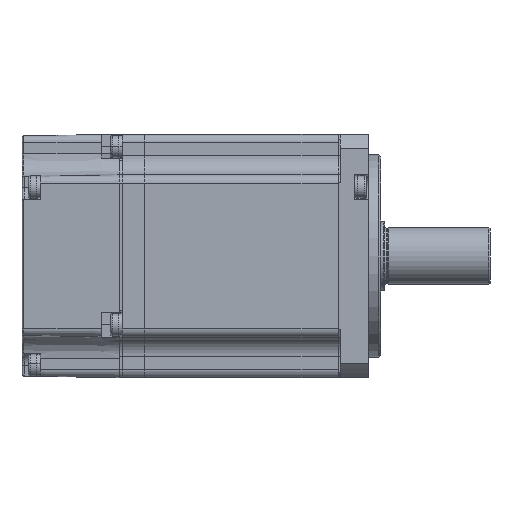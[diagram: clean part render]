
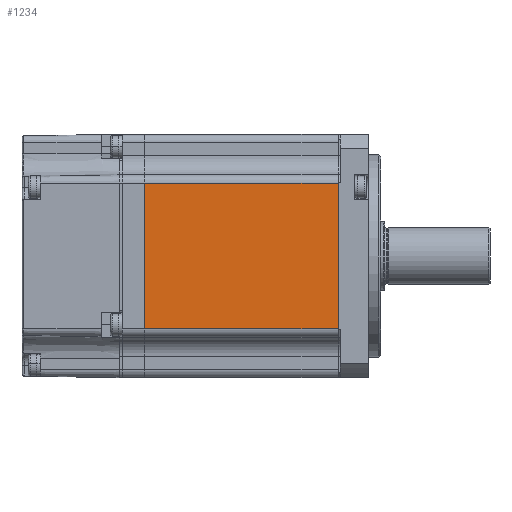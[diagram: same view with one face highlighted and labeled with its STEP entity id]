
A CAD part, front view. The second image highlights one B-rep face of the part: STEP entity #1234.
In plain terms, the highlighted planar face has unit normal (0, -1, 0).
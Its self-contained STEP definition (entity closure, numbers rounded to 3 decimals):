
#1234 = ADVANCED_FACE ( 'NONE', ( #4798 ), #18287, .F. ) ;
#3367 = LINE ( 'NONE', #12696, #19205 ) ;
#4098 = LINE ( 'NONE', #25858, #26312 ) ;
#4715 = EDGE_CURVE ( 'NONE', #17353, #18499, #3367, .T. ) ;
#4750 = VECTOR ( 'NONE', #18873, 1000. ) ;
#4798 = FACE_OUTER_BOUND ( 'NONE', #18250, .T. ) ;
#5530 = VERTEX_POINT ( 'NONE', #12862 ) ;
#5963 = CARTESIAN_POINT ( 'NONE',  ( 18.998, -30.661, 42. ) ) ;
#7559 = DIRECTION ( 'NONE',  ( 0., 0., 1. ) ) ;
#8364 = DIRECTION ( 'NONE',  ( 0., 0., -1. ) ) ;
#8510 = CARTESIAN_POINT ( 'NONE',  ( 18.998, -30.661, 78. ) ) ;
#8985 = ORIENTED_EDGE ( 'NONE', *, *, #14154, .T. ) ;
#10270 = ORIENTED_EDGE ( 'NONE', *, *, #20963, .F. ) ;
#11544 = EDGE_CURVE ( 'NONE', #22748, #5530, #4098, .T. ) ;
#12696 = CARTESIAN_POINT ( 'NONE',  ( 18.998, -30.661, 78. ) ) ;
#12862 = CARTESIAN_POINT ( 'NONE',  ( -28.702, -30.661, 42. ) ) ;
#12952 = DIRECTION ( 'NONE',  ( 0., 0., -1. ) ) ;
#14154 = EDGE_CURVE ( 'NONE', #17353, #22748, #27532, .T. ) ;
#15649 = CARTESIAN_POINT ( 'NONE',  ( -28.702, -30.661, 78. ) ) ;
#15938 = ORIENTED_EDGE ( 'NONE', *, *, #4715, .F. ) ;
#17353 = VERTEX_POINT ( 'NONE', #8510 ) ;
#18250 = EDGE_LOOP ( 'NONE', ( #19754, #10270, #15938, #8985 ) ) ;
#18287 = PLANE ( 'NONE',  #22989 ) ;
#18499 = VERTEX_POINT ( 'NONE', #21450 ) ;
#18873 = DIRECTION ( 'NONE',  ( -1., 0., 0. ) ) ;
#19205 = VECTOR ( 'NONE', #8364, 1000. ) ;
#19754 = ORIENTED_EDGE ( 'NONE', *, *, #11544, .T. ) ;
#20452 = DIRECTION ( 'NONE',  ( 0., 1., 0. ) ) ;
#20963 = EDGE_CURVE ( 'NONE', #18499, #5530, #21903, .T. ) ;
#21116 = VECTOR ( 'NONE', #25528, 1000. ) ;
#21177 = CARTESIAN_POINT ( 'NONE',  ( 18.998, -30.661, 78. ) ) ;
#21450 = CARTESIAN_POINT ( 'NONE',  ( 18.998, -30.661, 42. ) ) ;
#21903 = LINE ( 'NONE', #5963, #4750 ) ;
#22748 = VERTEX_POINT ( 'NONE', #15649 ) ;
#22989 = AXIS2_PLACEMENT_3D ( 'NONE', #24672, #20452, #7559 ) ;
#24672 = CARTESIAN_POINT ( 'NONE',  ( 18.998, -30.661, 78. ) ) ;
#25528 = DIRECTION ( 'NONE',  ( -1., 0., 0. ) ) ;
#25858 = CARTESIAN_POINT ( 'NONE',  ( -28.702, -30.661, 78. ) ) ;
#26312 = VECTOR ( 'NONE', #12952, 1000. ) ;
#27532 = LINE ( 'NONE', #21177, #21116 ) ;
